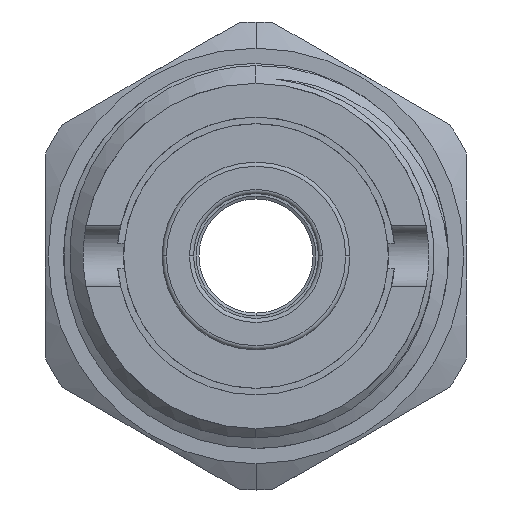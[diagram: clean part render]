
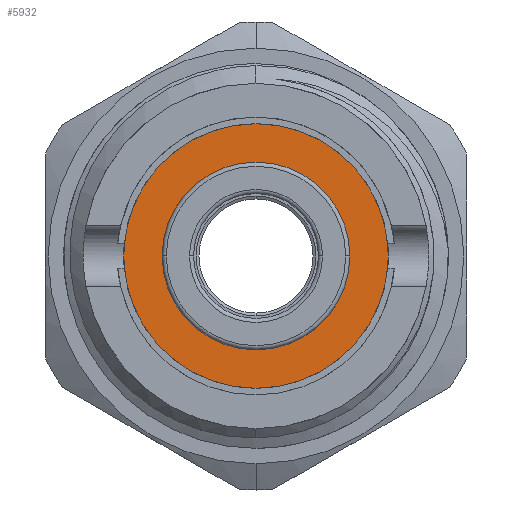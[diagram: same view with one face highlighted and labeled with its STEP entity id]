
A CAD part, front view. The second image highlights one B-rep face of the part: STEP entity #5932.
In plain terms, the highlighted planar face has unit normal (0, -1, 0).
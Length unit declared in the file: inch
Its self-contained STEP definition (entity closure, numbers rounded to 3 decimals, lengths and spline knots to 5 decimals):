
#207 = FACE_BOUND ( 'NONE', #7780, .T. ) ;
#414 = EDGE_CURVE ( 'NONE', #4587, #9980, #5098, .T. ) ;
#456 = EDGE_CURVE ( 'NONE', #2445, #5560, #8321, .T. ) ;
#610 = AXIS2_PLACEMENT_3D ( 'NONE', #9905, #734, #5306 ) ;
#734 = DIRECTION ( 'NONE',  ( 0., -1., 0. ) ) ;
#1719 = DIRECTION ( 'NONE',  ( 0., 1., 0. ) ) ;
#2004 = CARTESIAN_POINT ( 'NONE',  ( -0.25065, 0.67, 0. ) ) ;
#2145 = AXIS2_PLACEMENT_3D ( 'NONE', #5867, #8226, #8162 ) ;
#2445 = VERTEX_POINT ( 'NONE', #2004 ) ;
#2450 = CARTESIAN_POINT ( 'NONE',  ( 0., 0.67, 0. ) ) ;
#2504 = AXIS2_PLACEMENT_3D ( 'NONE', #2450, #1719, #8605 ) ;
#2957 = DIRECTION ( 'NONE',  ( 0., 0., 1. ) ) ;
#3150 = CARTESIAN_POINT ( 'NONE',  ( 0., 0.67, 0. ) ) ;
#3169 = CARTESIAN_POINT ( 'NONE',  ( 0.25065, 0.67, 0. ) ) ;
#3724 = CARTESIAN_POINT ( 'NONE',  ( 0., 0.67, 0. ) ) ;
#3894 = EDGE_LOOP ( 'NONE', ( #8553, #6957 ) ) ;
#3953 = DIRECTION ( 'NONE',  ( 0., -1., 0. ) ) ;
#4201 = CARTESIAN_POINT ( 'NONE',  ( 0., 0.67, -0.3535 ) ) ;
#4539 = FACE_OUTER_BOUND ( 'NONE', #3894, .T. ) ;
#4587 = VERTEX_POINT ( 'NONE', #5401 ) ;
#5098 = CIRCLE ( 'NONE', #2504, 0.3535 ) ;
#5258 = CIRCLE ( 'NONE', #7493, 0.25065 ) ;
#5306 = DIRECTION ( 'NONE',  ( 0., 0., -1. ) ) ;
#5337 = PLANE ( 'NONE',  #610 ) ;
#5401 = CARTESIAN_POINT ( 'NONE',  ( 0., 0.67, 0.3535 ) ) ;
#5560 = VERTEX_POINT ( 'NONE', #3169 ) ;
#5867 = CARTESIAN_POINT ( 'NONE',  ( 0., 0.67, 0. ) ) ;
#5932 = ADVANCED_FACE ( 'NONE', ( #207, #4539 ), #5337, .T. ) ;
#6283 = DIRECTION ( 'NONE',  ( 0., 0., -1. ) ) ;
#6766 = CIRCLE ( 'NONE', #9625, 0.3535 ) ;
#6952 = EDGE_CURVE ( 'NONE', #5560, #2445, #5258, .T. ) ;
#6957 = ORIENTED_EDGE ( 'NONE', *, *, #414, .F. ) ;
#6979 = ORIENTED_EDGE ( 'NONE', *, *, #456, .F. ) ;
#7493 = AXIS2_PLACEMENT_3D ( 'NONE', #3150, #3953, #6283 ) ;
#7633 = DIRECTION ( 'NONE',  ( 0., 1., 0. ) ) ;
#7780 = EDGE_LOOP ( 'NONE', ( #7993, #6979 ) ) ;
#7993 = ORIENTED_EDGE ( 'NONE', *, *, #6952, .F. ) ;
#8162 = DIRECTION ( 'NONE',  ( 0., 0., -1. ) ) ;
#8226 = DIRECTION ( 'NONE',  ( 0., -1., 0. ) ) ;
#8321 = CIRCLE ( 'NONE', #2145, 0.25065 ) ;
#8553 = ORIENTED_EDGE ( 'NONE', *, *, #8766, .F. ) ;
#8605 = DIRECTION ( 'NONE',  ( 0., 0., 1. ) ) ;
#8766 = EDGE_CURVE ( 'NONE', #9980, #4587, #6766, .T. ) ;
#9625 = AXIS2_PLACEMENT_3D ( 'NONE', #3724, #7633, #2957 ) ;
#9905 = CARTESIAN_POINT ( 'NONE',  ( 0.3535, 0.67, 0. ) ) ;
#9980 = VERTEX_POINT ( 'NONE', #4201 ) ;
